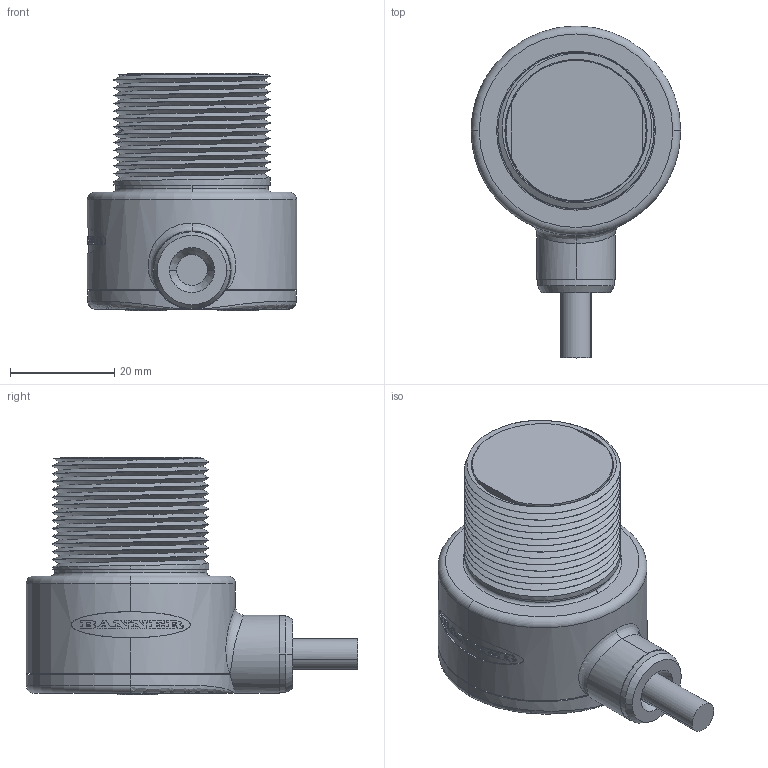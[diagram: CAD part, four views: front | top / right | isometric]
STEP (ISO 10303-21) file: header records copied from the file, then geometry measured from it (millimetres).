
FILE_DESCRIPTION((''),'2;1');
FILE_NAME('156726_SW','2011-05-25T',('banengservice'),('BANNER ENGINEERING'),'PRO/ENGINEER BY PARAMETRIC TECHNOLOGY CORPORATION, 2009141','PRO/ENGINEER BY PARAMETRIC TECHNOLOGY CORPORATION, 2009141','');
FILE_SCHEMA(('CONFIG_CONTROL_DESIGN'));
Length unit declared in the file: inch
Products named in the file (1): 156726_SW
Bounding box: 40.18 x 63.68 x 45.52 mm (x, y, z)
Volume: 21117.1 mm3; surface area: 21966.5 mm2
Topology: 1 solids, 1 shells, 533 faces, 1402 edges, 918 vertices
Faces by surface type: cylinder 280, plane 204, torus 21, bspline 13, cone 12, extrusion 2, sphere 1
Entity records: 23375 total; most frequent: CARTESIAN_POINT 10658, ORIENTED_EDGE 2796, DIRECTION 2408, EDGE_CURVE 1398, VERTEX_POINT 918, AXIS2_PLACEMENT_3D 898, VECTOR 612, LINE 610
